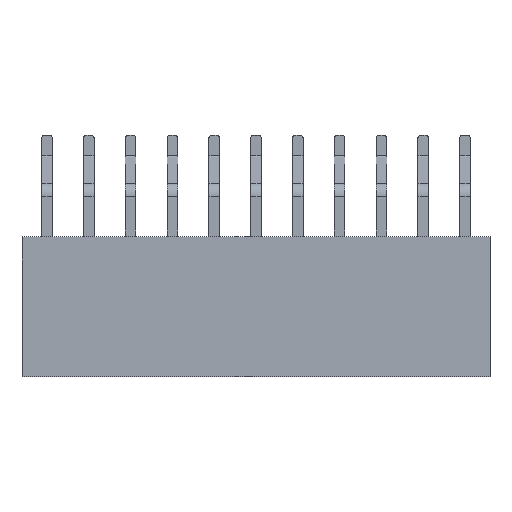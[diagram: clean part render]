
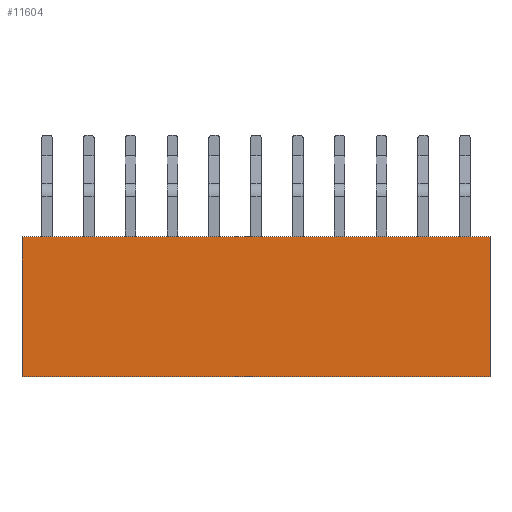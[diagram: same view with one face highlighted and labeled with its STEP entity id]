
A CAD part, top view. The second image highlights one B-rep face of the part: STEP entity #11604.
In plain terms, the highlighted planar face has unit normal (0, 0, 1).
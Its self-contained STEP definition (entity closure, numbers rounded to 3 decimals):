
#690=ORIENTED_EDGE('',*,*,#4074,.F.);
#691=ORIENTED_EDGE('',*,*,#3937,.F.);
#692=ORIENTED_EDGE('',*,*,#4075,.T.);
#693=ORIENTED_EDGE('',*,*,#4064,.T.);
#3937=EDGE_CURVE('',#5629,#5627,#6695,.T.);
#4064=EDGE_CURVE('',#5757,#5756,#6822,.T.);
#4074=EDGE_CURVE('',#5627,#5756,#6832,.T.);
#4075=EDGE_CURVE('',#5629,#5757,#6833,.T.);
#5627=VERTEX_POINT('',#17216);
#5629=VERTEX_POINT('',#17220);
#5756=VERTEX_POINT('',#17495);
#5757=VERTEX_POINT('',#17497);
#6695=LINE('',#17221,#8309);
#6822=LINE('',#17496,#8436);
#6832=LINE('',#17518,#8446);
#6833=LINE('',#17519,#8447);
#8309=VECTOR('',#13811,1000.);
#8436=VECTOR('',#13980,1000.);
#8446=VECTOR('',#13996,1000.);
#8447=VECTOR('',#13997,1000.);
#9674=EDGE_LOOP('',(#690,#691,#692,#693));
#10362=FACE_BOUND('',#9674,.T.);
#11006=PLANE('',#12771);
#11604=ADVANCED_FACE('',(#10362),#11006,.T.);
#12771=AXIS2_PLACEMENT_3D('',#17517,#13994,#13995);
#13811=DIRECTION('',(-1.,0.,0.));
#13980=DIRECTION('',(-1.,0.,0.));
#13994=DIRECTION('',(0.,0.,1.));
#13995=DIRECTION('',(0.,-1.,0.));
#13996=DIRECTION('',(0.,1.,0.));
#13997=DIRECTION('',(0.,1.,0.));
#17216=CARTESIAN_POINT('',(-14.22,-4.25,2.5));
#17220=CARTESIAN_POINT('',(14.22,-4.25,2.5));
#17221=CARTESIAN_POINT('',(14.22,-4.25,2.5));
#17495=CARTESIAN_POINT('',(-14.22,4.25,2.5));
#17496=CARTESIAN_POINT('',(14.22,4.25,2.5));
#17497=CARTESIAN_POINT('',(14.22,4.25,2.5));
#17517=CARTESIAN_POINT('',(14.22,-4.25,2.5));
#17518=CARTESIAN_POINT('',(-14.22,-4.25,2.5));
#17519=CARTESIAN_POINT('',(14.22,-4.25,2.5));
